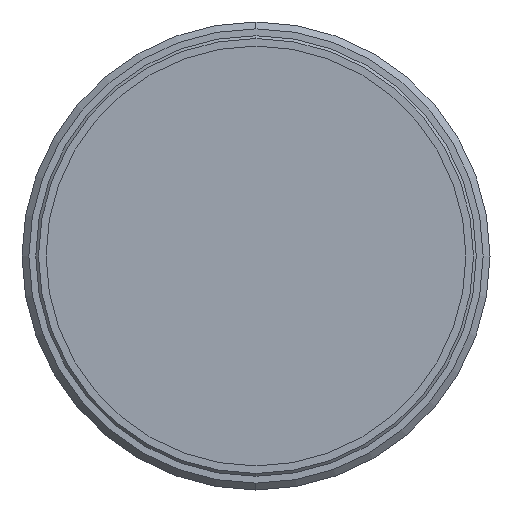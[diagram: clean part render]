
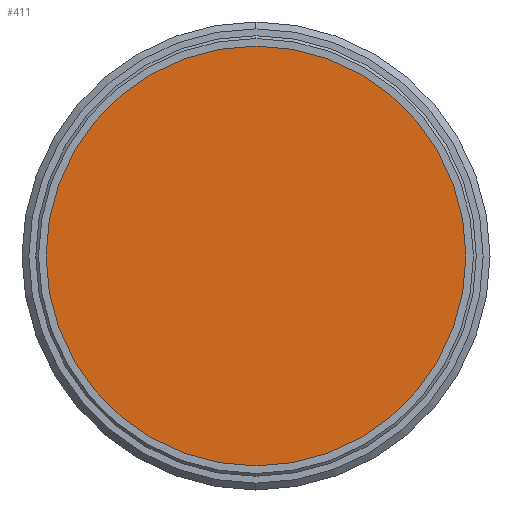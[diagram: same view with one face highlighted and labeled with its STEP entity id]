
A CAD part, left-side view. The second image highlights one B-rep face of the part: STEP entity #411.
In plain terms, the highlighted planar face has unit normal (-1, 0, 0).
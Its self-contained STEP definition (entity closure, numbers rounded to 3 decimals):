
#60 = ORIENTED_EDGE ( 'NONE', *, *, #593, .T. ) ;
#259 = VERTEX_POINT ( 'NONE', #363 ) ;
#286 = VERTEX_POINT ( 'NONE', #340 ) ;
#298 = PLANE ( 'NONE',  #635 ) ;
#340 = CARTESIAN_POINT ( 'NONE',  ( 3., 0., -15.25 ) ) ;
#361 = DIRECTION ( 'NONE',  ( 0., 0., 1. ) ) ;
#363 = CARTESIAN_POINT ( 'NONE',  ( 3., 0., 15.25 ) ) ;
#368 = CARTESIAN_POINT ( 'NONE',  ( 3., 0., 0. ) ) ;
#391 = DIRECTION ( 'NONE',  ( -1., 0., 0. ) ) ;
#411 = ADVANCED_FACE ( 'NONE', ( #536 ), #298, .T. ) ;
#429 = EDGE_LOOP ( 'NONE', ( #60, #457 ) ) ;
#457 = ORIENTED_EDGE ( 'NONE', *, *, #582, .T. ) ;
#536 = FACE_OUTER_BOUND ( 'NONE', #429, .T. ) ;
#582 = EDGE_CURVE ( 'NONE', #286, #259, #806, .T. ) ;
#593 = EDGE_CURVE ( 'NONE', #259, #286, #822, .T. ) ;
#635 = AXIS2_PLACEMENT_3D ( 'NONE', #368, #391, #361 ) ;
#651 = AXIS2_PLACEMENT_3D ( 'NONE', #749, #705, #762 ) ;
#657 = AXIS2_PLACEMENT_3D ( 'NONE', #710, #775, #732 ) ;
#705 = DIRECTION ( 'NONE',  ( -1., 0., 0. ) ) ;
#710 = CARTESIAN_POINT ( 'NONE',  ( 3., 0., 0. ) ) ;
#732 = DIRECTION ( 'NONE',  ( 0., 0., 1. ) ) ;
#749 = CARTESIAN_POINT ( 'NONE',  ( 3., 0., 0. ) ) ;
#762 = DIRECTION ( 'NONE',  ( 0., 0., 1. ) ) ;
#775 = DIRECTION ( 'NONE',  ( -1., 0., 0. ) ) ;
#806 = CIRCLE ( 'NONE', #651, 15.25 ) ;
#822 = CIRCLE ( 'NONE', #657, 15.25 ) ;
